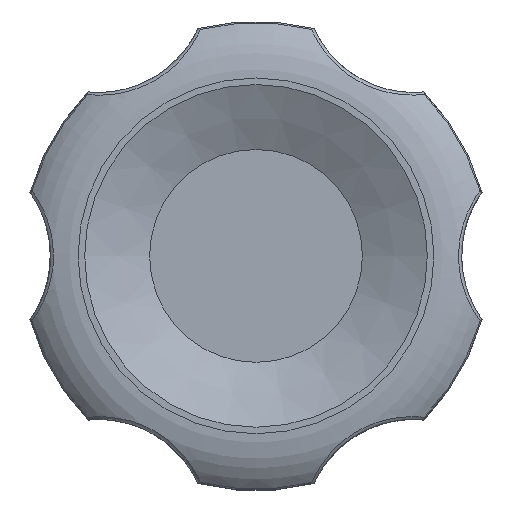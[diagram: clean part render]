
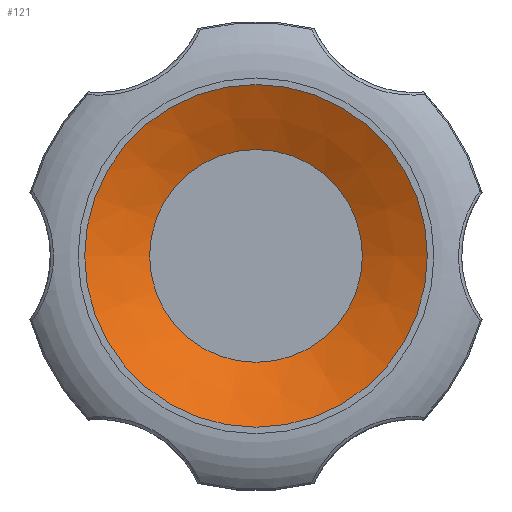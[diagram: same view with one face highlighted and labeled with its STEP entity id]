
A CAD part, top view. The second image highlights one B-rep face of the part: STEP entity #121.
In plain terms, the highlighted conical face has half-angle 64.269 degrees and reference radius 10.95 mm.
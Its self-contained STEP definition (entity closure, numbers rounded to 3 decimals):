
#121 = ADVANCED_FACE( '', ( #273, #274 ), #275, .F. );
#273 = FACE_BOUND( '', #1585, .T. );
#274 = FACE_OUTER_BOUND( '', #1586, .T. );
#275 = CONICAL_SURFACE( '', #1587, 10.95, 1.122 );
#1585 = EDGE_LOOP( '', ( #3452 ) );
#1586 = EDGE_LOOP( '', ( #3453 ) );
#1587 = AXIS2_PLACEMENT_3D( '', #3454, #3455, #3456 );
#3452 = ORIENTED_EDGE( '', *, *, #3820, .F. );
#3453 = ORIENTED_EDGE( '', *, *, #3821, .T. );
#3454 = CARTESIAN_POINT( '', ( 0., 0., 24. ) );
#3455 = DIRECTION( '', ( 0., 0., 1. ) );
#3456 = DIRECTION( '', ( 1., 0., 0. ) );
#3820 = EDGE_CURVE( '', #4061, #4061, #4062, .T. );
#3821 = EDGE_CURVE( '', #4063, #4063, #4064, .T. );
#4061 = VERTEX_POINT( '', #5438 );
#4062 = CIRCLE( '', #5439, 6.8 );
#4063 = VERTEX_POINT( '', #5440 );
#4064 = CIRCLE( '', #5441, 10.95 );
#5438 = CARTESIAN_POINT( '', ( 6.8, 0., 22. ) );
#5439 = AXIS2_PLACEMENT_3D( '', #6541, #6542, #6543 );
#5440 = CARTESIAN_POINT( '', ( 10.95, 0., 24. ) );
#5441 = AXIS2_PLACEMENT_3D( '', #6544, #6545, #6546 );
#6541 = CARTESIAN_POINT( '', ( 0., 0., 22. ) );
#6542 = DIRECTION( '', ( 0., 0., 1. ) );
#6543 = DIRECTION( '', ( 1., 0., 0. ) );
#6544 = CARTESIAN_POINT( '', ( 0., 0., 24. ) );
#6545 = DIRECTION( '', ( 0., 0., 1. ) );
#6546 = DIRECTION( '', ( 1., 0., 0. ) );
